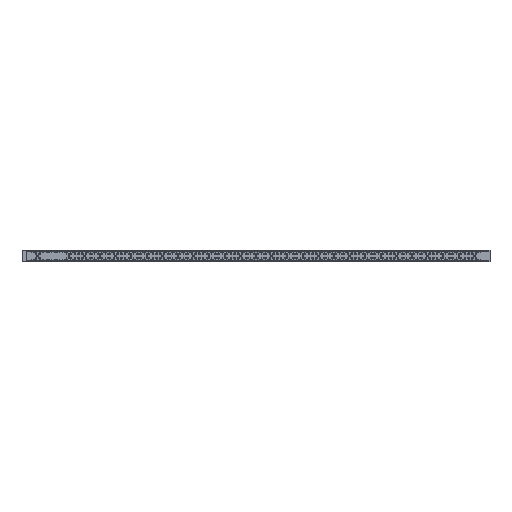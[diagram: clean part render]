
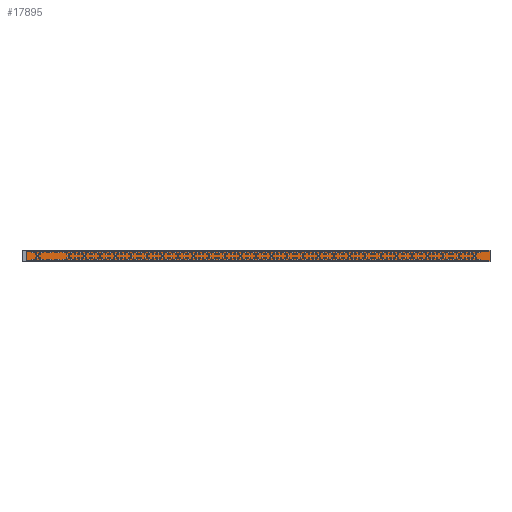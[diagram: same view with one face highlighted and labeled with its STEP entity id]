
A CAD part, top view. The second image highlights one B-rep face of the part: STEP entity #17895.
In plain terms, the highlighted planar face has unit normal (0, 0, 1).
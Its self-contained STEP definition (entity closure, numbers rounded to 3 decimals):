
#1197=FACE_OUTER_BOUND('',#2046,.T.);
#2046=EDGE_LOOP('',(#14729,#14730,#14731,#14732));
#3211=LINE('',#31753,#4787);
#3212=LINE('',#31755,#4788);
#3213=LINE('',#31757,#4789);
#3214=LINE('',#31758,#4790);
#4787=VECTOR('',#25087,1.);
#4788=VECTOR('',#25088,1.);
#4789=VECTOR('',#25089,1.);
#4790=VECTOR('',#25090,1.);
#8603=VERTEX_POINT('',#31751);
#8604=VERTEX_POINT('',#31752);
#8605=VERTEX_POINT('',#31754);
#8606=VERTEX_POINT('',#31756);
#11614=EDGE_CURVE('',#8603,#8604,#3211,.T.);
#11615=EDGE_CURVE('',#8603,#8605,#3212,.T.);
#11616=EDGE_CURVE('',#8605,#8606,#3213,.F.);
#11617=EDGE_CURVE('',#8604,#8606,#3214,.T.);
#14729=ORIENTED_EDGE('',*,*,#11614,.F.);
#14730=ORIENTED_EDGE('',*,*,#11615,.T.);
#14731=ORIENTED_EDGE('',*,*,#11616,.T.);
#14732=ORIENTED_EDGE('',*,*,#11617,.F.);
#17104=PLANE('',#20939);
#17895=ADVANCED_FACE('',(#1197),#17104,.T.);
#20939=AXIS2_PLACEMENT_3D('',#31750,#25085,#25086);
#25085=DIRECTION('center_axis',(0.,0.,1.));
#25086=DIRECTION('ref_axis',(1.,0.,0.));
#25087=DIRECTION('',(-1.,0.,0.));
#25088=DIRECTION('',(0.,1.,0.));
#25089=DIRECTION('',(1.,0.,0.));
#25090=DIRECTION('',(0.,1.,0.));
#31750=CARTESIAN_POINT('Origin',(1519.795,42.251,-2.));
#31751=CARTESIAN_POINT('',(3034.795,6.351,-2.));
#31752=CARTESIAN_POINT('',(35.785,6.351,-2.));
#31753=CARTESIAN_POINT('',(35.79,6.351,-2.));
#31754=CARTESIAN_POINT('',(3034.795,78.151,-2.));
#31755=CARTESIAN_POINT('',(3034.795,42.251,-2.));
#31756=CARTESIAN_POINT('',(35.785,78.151,-2.));
#31757=CARTESIAN_POINT('',(35.79,78.151,-2.));
#31758=CARTESIAN_POINT('',(35.785,42.251,-2.));
